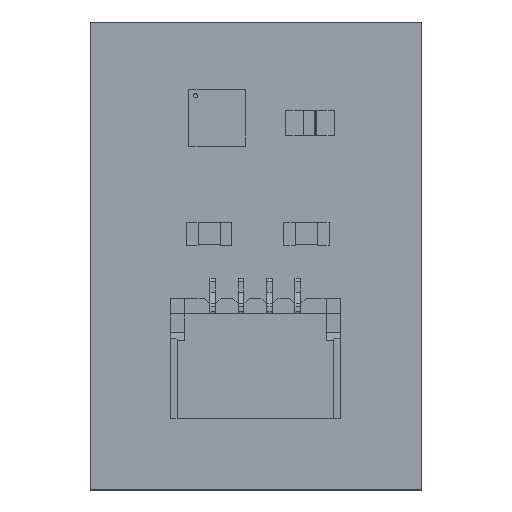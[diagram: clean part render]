
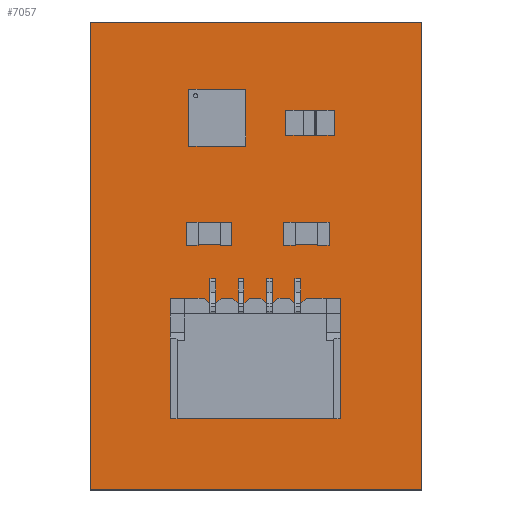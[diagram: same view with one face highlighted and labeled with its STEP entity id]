
A CAD part, top view. The second image highlights one B-rep face of the part: STEP entity #7057.
In plain terms, the highlighted planar face has unit normal (0, 0, 1).
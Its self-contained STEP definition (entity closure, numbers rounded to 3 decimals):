
#710=FACE_OUTER_BOUND('',#1098,.T.);
#1098=EDGE_LOOP('',(#6331,#6332,#6333,#6334));
#1962=LINE('',#11460,#2834);
#1965=LINE('',#11466,#2837);
#1968=LINE('',#11472,#2840);
#1970=LINE('',#11475,#2842);
#2834=VECTOR('',#9460,1.);
#2837=VECTOR('',#9465,1.);
#2840=VECTOR('',#9470,1.);
#2842=VECTOR('',#9474,1.);
#3466=VERTEX_POINT('',#11454);
#3468=VERTEX_POINT('',#11458);
#3470=VERTEX_POINT('',#11464);
#3472=VERTEX_POINT('',#11470);
#4418=EDGE_CURVE('',#3466,#3468,#1962,.T.);
#4421=EDGE_CURVE('',#3468,#3470,#1965,.T.);
#4424=EDGE_CURVE('',#3470,#3472,#1968,.T.);
#4426=EDGE_CURVE('',#3472,#3466,#1970,.T.);
#6331=ORIENTED_EDGE('',*,*,#4418,.T.);
#6332=ORIENTED_EDGE('',*,*,#4421,.T.);
#6333=ORIENTED_EDGE('',*,*,#4424,.T.);
#6334=ORIENTED_EDGE('',*,*,#4426,.T.);
#6675=PLANE('',#7636);
#7057=ADVANCED_FACE('',(#710),#6675,.T.);
#7636=AXIS2_PLACEMENT_3D('',#11477,#9477,#9478);
#9460=DIRECTION('',(1.,0.,0.));
#9465=DIRECTION('',(0.,1.,0.));
#9470=DIRECTION('',(-1.,0.,0.));
#9474=DIRECTION('',(0.,-1.,0.));
#9477=DIRECTION('center_axis',(0.,0.,1.));
#9478=DIRECTION('ref_axis',(1.,0.,0.));
#11454=CARTESIAN_POINT('',(0.,0.,0.411));
#11458=CARTESIAN_POINT('',(11.684,0.,0.411));
#11460=CARTESIAN_POINT('',(0.,0.,0.411));
#11464=CARTESIAN_POINT('',(11.684,16.51,0.411));
#11466=CARTESIAN_POINT('',(11.684,0.,0.411));
#11470=CARTESIAN_POINT('',(0.,16.51,0.411));
#11472=CARTESIAN_POINT('',(11.684,16.51,0.411));
#11475=CARTESIAN_POINT('',(0.,16.51,0.411));
#11477=CARTESIAN_POINT('Origin',(5.842,8.255,0.411));
